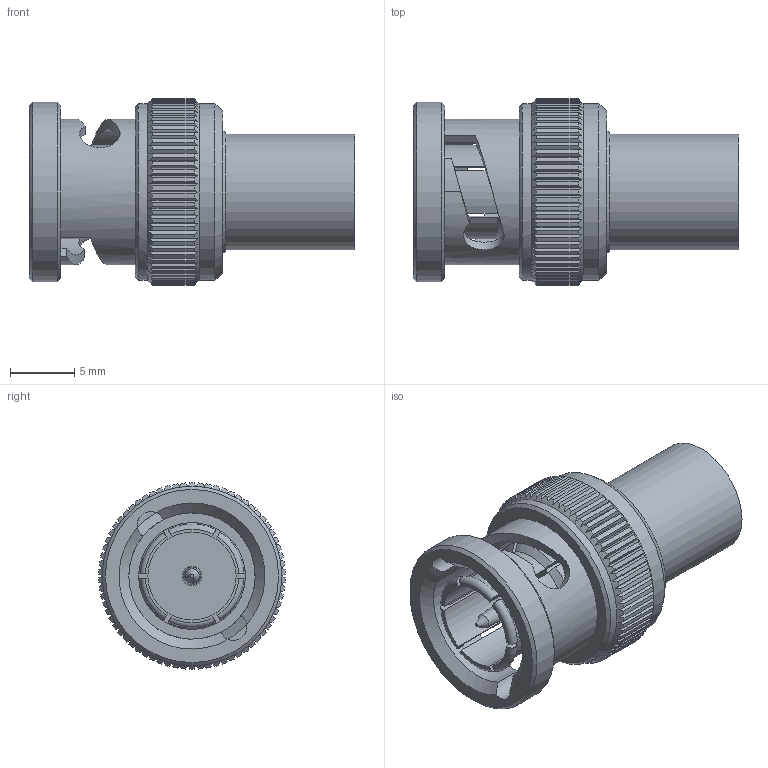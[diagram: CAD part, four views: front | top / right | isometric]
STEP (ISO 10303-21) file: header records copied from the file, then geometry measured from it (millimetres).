
FILE_DESCRIPTION (( 'STEP AP203' ), '1' );
FILE_NAME ('LCCN3095_3D.step', '2021-11-16T18:04:22', ( '' ), ( '' ), 'SwSTEP 2.0', 'SolidWorks 2021', '' );
FILE_SCHEMA (( 'CONFIG_CONTROL_DESIGN' ));
Length unit declared in the file: inch
Products named in the file (1): LCCN3095_3D
Bounding box: 25.27 x 14.5 x 14.5 mm (x, y, z)
Volume: 1669.4 mm3; surface area: 2530.2 mm2
Topology: 3 solids, 3 shells, 337 faces, 944 edges, 622 vertices
Faces by surface type: plane 185, cylinder 112, cone 18, bspline 16, torus 6
Full cylindrical faces by diameter (mm): 0.614 x1, 0.893 x1, 1.207 x1, 1.35 x2, 1.524 x1, 1.57 x1, 5 x1, 6.712 x1, 6.85 x1, 7.984 x1, 8.296 x1, 9 x1, 9.83 x1, 11.317 x1, 13.711 x1, 13.738 x1, 13.97 x1
Entity records: 11880 total; most frequent: CARTESIAN_POINT 3846, ORIENTED_EDGE 1806, DIRECTION 1430, EDGE_CURVE 903, VERTEX_POINT 611, AXIS2_PLACEMENT_3D 570, EDGE_LOOP 382, B_SPLINE_CURVE_WITH_KNOTS 363
